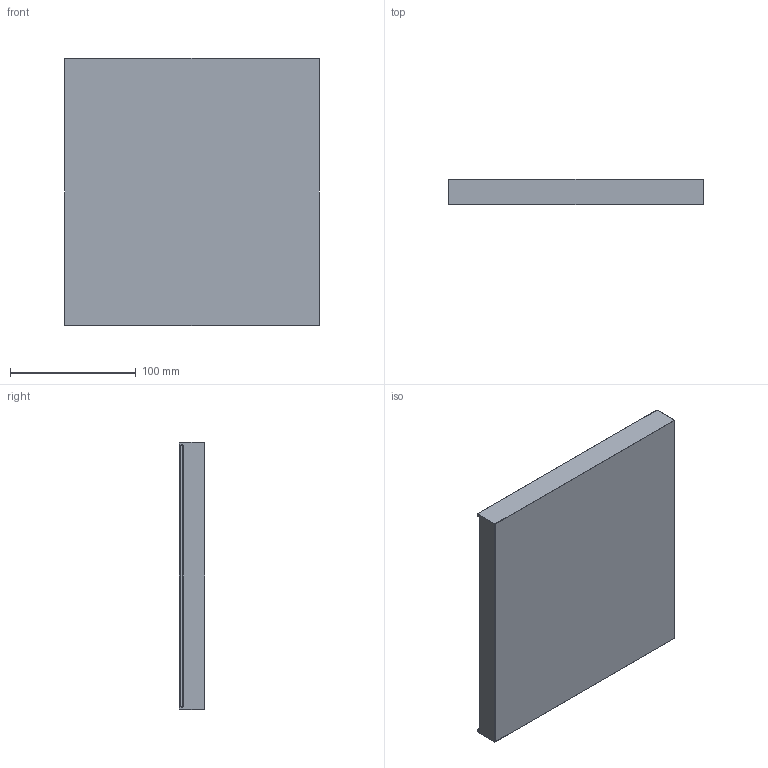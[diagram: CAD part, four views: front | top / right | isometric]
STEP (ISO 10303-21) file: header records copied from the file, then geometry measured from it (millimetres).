
FILE_DESCRIPTION(/* description */ (''),/* implementation_level */ '2;1');
FILE_NAME(/* name */ '04.MP.JW.01.stp',/* time_stamp */ '2023-08-30T17:55:09+02:00',/* author */ ('pszcz'),/* organization */ (''),/* preprocessor_version */ 'ST-DEVELOPER v19.2',/* originating_system */ 'Autodesk Inventor 2024',/* authorisation */ '');
FILE_SCHEMA (('AUTOMOTIVE_DESIGN { 1 0 10303 214 3 1 1 }'));
Length unit declared in the file: millimetre
Products named in the file (1): 04.MP.JW.01
Bounding box: 202 x 20 x 212 mm (x, y, z)
Volume: 161518 mm3; surface area: 197075.3 mm2
Topology: 1 solids, 1 shells, 1032 faces, 2182 edges, 1172 vertices
Faces by surface type: cylinder 503, plane 193, sphere 172, torus 162, bspline 2
Entity records: 27187 total; most frequent: DIRECTION 5406, CARTESIAN_POINT 4463, ORIENTED_EDGE 4360, AXIS2_PLACEMENT_3D 2199, EDGE_CURVE 2180, VERTEX_POINT 1172, CIRCLE 1164, EDGE_LOOP 1054
